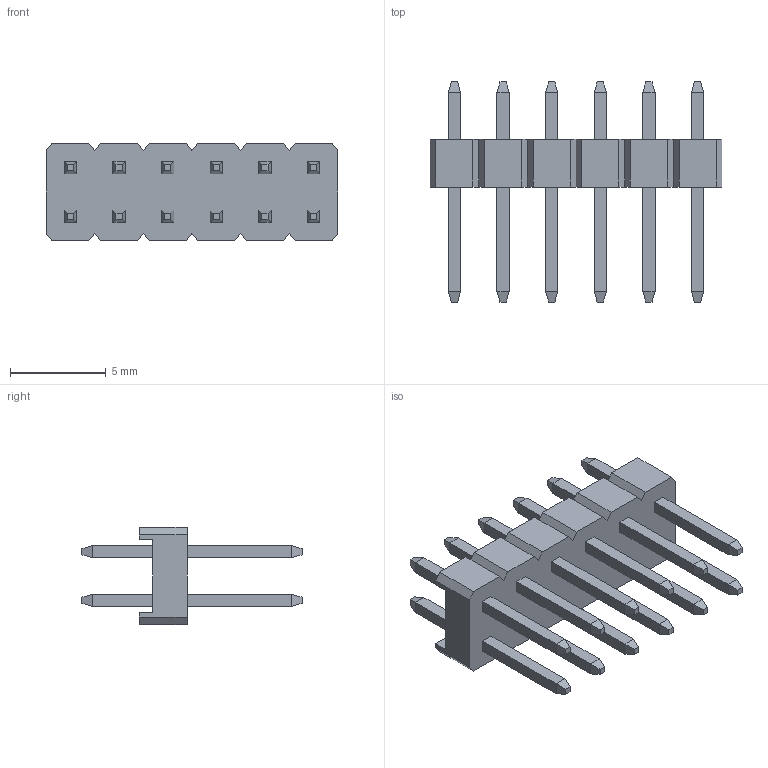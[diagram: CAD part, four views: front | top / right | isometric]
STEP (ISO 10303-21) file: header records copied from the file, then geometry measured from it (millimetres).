
FILE_DESCRIPTION(('STEP AP214'),'1');
FILE_NAME(' ',' ',('TraceParts'),('TraceParts S.A.'),'XStep 1.0',' ',' ');
FILE_SCHEMA(('automotive_design'));
Length unit declared in the file: millimetre
Products named in the file (1): 1
Bounding box: 15.24 x 11.5 x 5.08 mm (x, y, z)
Volume: 195.1 mm3; surface area: 560.5 mm2
Topology: 1 solids, 1 shells, 284 faces, 678 edges, 420 vertices
Faces by surface type: plane 284
Entity records: 15692 total; most frequent: CARTESIAN_POINT 1383, STYLED_ITEM 1382, PRESENTATION_STYLE_ASSIGNMENT 1382, COLOUR_RGB 1382, ORIENTED_EDGE 1356, DIRECTION 1248, EDGE_CURVE 678, CURVE_STYLE 678
